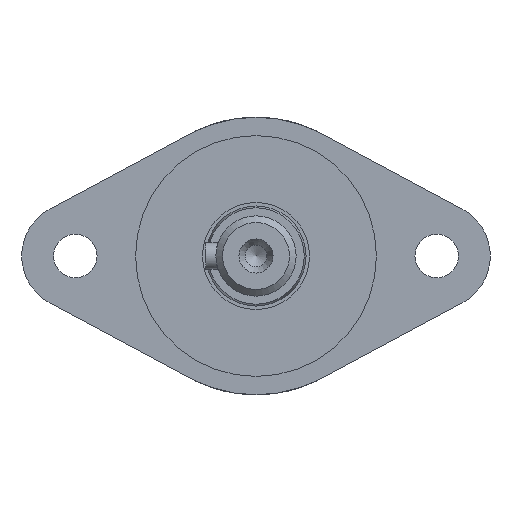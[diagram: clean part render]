
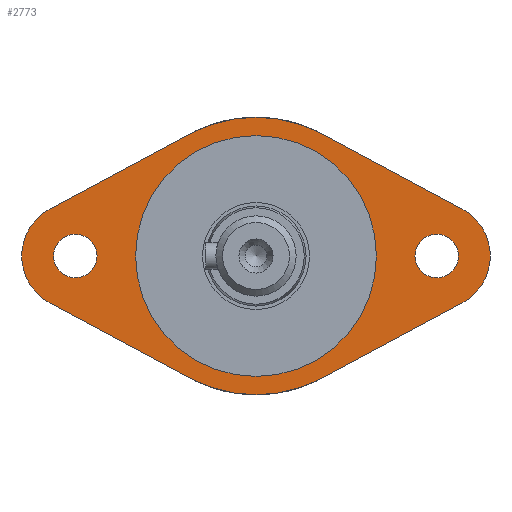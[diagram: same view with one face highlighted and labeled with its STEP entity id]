
A CAD part, left-side view. The second image highlights one B-rep face of the part: STEP entity #2773.
In plain terms, the highlighted planar face has unit normal (-1, 0, 0).
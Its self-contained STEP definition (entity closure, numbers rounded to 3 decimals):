
#97=LINE('',#4125,#340);
#99=LINE('',#4130,#342);
#103=LINE('',#4143,#346);
#108=LINE('',#4156,#351);
#340=VECTOR('',#3333,10.);
#342=VECTOR('',#3337,10.);
#346=VECTOR('',#3349,10.);
#351=VECTOR('',#3362,10.);
#741=FACE_BOUND('',#952,.T.);
#742=FACE_BOUND('',#953,.T.);
#743=FACE_BOUND('',#954,.T.);
#791=FACE_OUTER_BOUND('',#951,.T.);
#951=EDGE_LOOP('',(#2002,#2003,#2004,#2005,#2006,#2007,#2008,#2009));
#952=EDGE_LOOP('',(#2010));
#953=EDGE_LOOP('',(#2011));
#954=EDGE_LOOP('',(#2012,#2013));
#1121=CIRCLE('',#2971,3.25);
#1124=CIRCLE('',#2975,3.25);
#1126=CIRCLE('',#2978,8.);
#1130=CIRCLE('',#2987,8.);
#1132=CIRCLE('',#2992,18.);
#1133=CIRCLE('',#2993,18.);
#1136=CIRCLE('',#2997,20.75);
#1137=CIRCLE('',#2998,20.75);
#1246=VERTEX_POINT('',#4100);
#1249=VERTEX_POINT('',#4108);
#1252=VERTEX_POINT('',#4115);
#1253=VERTEX_POINT('',#4117);
#1255=VERTEX_POINT('',#4123);
#1257=VERTEX_POINT('',#4129);
#1261=VERTEX_POINT('',#4140);
#1262=VERTEX_POINT('',#4142);
#1264=VERTEX_POINT('',#4148);
#1266=VERTEX_POINT('',#4154);
#1267=VERTEX_POINT('',#4160);
#1268=VERTEX_POINT('',#4161);
#1519=EDGE_CURVE('',#1246,#1246,#1121,.T.);
#1523=EDGE_CURVE('',#1249,#1249,#1124,.T.);
#1526=EDGE_CURVE('',#1252,#1253,#1126,.T.);
#1530=EDGE_CURVE('',#1255,#1252,#97,.T.);
#1532=EDGE_CURVE('',#1253,#1257,#99,.T.);
#1538=EDGE_CURVE('',#1262,#1261,#103,.T.);
#1542=EDGE_CURVE('',#1261,#1264,#1130,.T.);
#1545=EDGE_CURVE('',#1264,#1266,#108,.T.);
#1547=EDGE_CURVE('',#1267,#1268,#1132,.T.);
#1548=EDGE_CURVE('',#1268,#1267,#1133,.T.);
#1552=EDGE_CURVE('',#1257,#1266,#1136,.T.);
#1553=EDGE_CURVE('',#1262,#1255,#1137,.T.);
#2002=ORIENTED_EDGE('',*,*,#1552,.F.);
#2003=ORIENTED_EDGE('',*,*,#1532,.F.);
#2004=ORIENTED_EDGE('',*,*,#1526,.F.);
#2005=ORIENTED_EDGE('',*,*,#1530,.F.);
#2006=ORIENTED_EDGE('',*,*,#1553,.F.);
#2007=ORIENTED_EDGE('',*,*,#1538,.T.);
#2008=ORIENTED_EDGE('',*,*,#1542,.T.);
#2009=ORIENTED_EDGE('',*,*,#1545,.T.);
#2010=ORIENTED_EDGE('',*,*,#1519,.T.);
#2011=ORIENTED_EDGE('',*,*,#1523,.T.);
#2012=ORIENTED_EDGE('',*,*,#1547,.T.);
#2013=ORIENTED_EDGE('',*,*,#1548,.T.);
#2660=PLANE('',#2996);
#2773=ADVANCED_FACE('',(#791,#741,#742,#743),#2660,.T.);
#2971=AXIS2_PLACEMENT_3D('',#4102,#3310,#3311);
#2975=AXIS2_PLACEMENT_3D('',#4110,#3319,#3320);
#2978=AXIS2_PLACEMENT_3D('',#4118,#3326,#3327);
#2987=AXIS2_PLACEMENT_3D('',#4150,#3356,#3357);
#2992=AXIS2_PLACEMENT_3D('',#4162,#3369,#3370);
#2993=AXIS2_PLACEMENT_3D('',#4163,#3371,#3372);
#2996=AXIS2_PLACEMENT_3D('',#4169,#3378,#3379);
#2997=AXIS2_PLACEMENT_3D('',#4170,#3380,#3381);
#2998=AXIS2_PLACEMENT_3D('',#4171,#3382,#3383);
#3310=DIRECTION('center_axis',(1.,0.,0.));
#3311=DIRECTION('ref_axis',(0.,0.,
1.));
#3319=DIRECTION('center_axis',(1.,0.,0.));
#3320=DIRECTION('ref_axis',(0.,0.,
1.));
#3326=DIRECTION('center_axis',(1.,0.,0.));
#3327=DIRECTION('ref_axis',(0.,-0.472,-0.881));
#3333=DIRECTION('',(0.,0.881,0.472));
#3337=DIRECTION('',(0.,-0.881,0.472));
#3349=DIRECTION('',(0.,-0.881,0.472));
#3356=DIRECTION('center_axis',(-1.,0.,0.));
#3357=DIRECTION('ref_axis',(0.,-0.472,-0.881));
#3362=DIRECTION('',(0.,0.881,0.472));
#3369=DIRECTION('center_axis',(1.,0.,0.));
#3370=DIRECTION('ref_axis',(0.,-1.,0.));
#3371=DIRECTION('center_axis',(1.,0.,0.));
#3372=DIRECTION('ref_axis',(0.,-1.,0.));
#3378=DIRECTION('center_axis',(-1.,0.,0.));
#3379=DIRECTION('ref_axis',(0.,0.,
-1.));
#3380=DIRECTION('center_axis',(1.,0.,0.));
#3381=DIRECTION('ref_axis',(0.,-1.,0.));
#3382=DIRECTION('center_axis',(1.,0.,0.));
#3383=DIRECTION('ref_axis',(0.,-1.,0.));
#4100=CARTESIAN_POINT('',(-114.7,-27.,-3.25));
#4102=CARTESIAN_POINT('Origin',(-114.7,-27.,0.));
#4108=CARTESIAN_POINT('',(-114.7,27.,-3.25));
#4110=CARTESIAN_POINT('Origin',(-114.7,27.,0.));
#4115=CARTESIAN_POINT('',(-114.7,30.778,-7.052));
#4117=CARTESIAN_POINT('',(-114.7,30.778,7.052));
#4118=CARTESIAN_POINT('Origin',(-114.7,27.,0.));
#4123=CARTESIAN_POINT('',(-114.7,9.799,-18.291));
#4125=CARTESIAN_POINT('',(-114.7,9.799,-18.291));
#4129=CARTESIAN_POINT('',(-114.7,9.799,18.291));
#4130=CARTESIAN_POINT('',(-114.7,30.778,7.052));
#4140=CARTESIAN_POINT('',(-114.7,-30.778,-7.052));
#4142=CARTESIAN_POINT('',(-114.7,-9.799,-18.291));
#4143=CARTESIAN_POINT('',(-114.7,-9.799,-18.291));
#4148=CARTESIAN_POINT('',(-114.7,-30.778,7.052));
#4150=CARTESIAN_POINT('Origin',(-114.7,-27.,0.));
#4154=CARTESIAN_POINT('',(-114.7,-9.799,18.291));
#4156=CARTESIAN_POINT('',(-114.7,-30.778,7.052));
#4160=CARTESIAN_POINT('',(-114.7,-18.,0.));
#4161=CARTESIAN_POINT('',(-114.7,18.,0.));
#4162=CARTESIAN_POINT('Origin',(-114.7,0.,
0.));
#4163=CARTESIAN_POINT('Origin',(-114.7,0.,
0.));
#4169=CARTESIAN_POINT('Origin',(-114.7,-19.375,0.));
#4170=CARTESIAN_POINT('Origin',(-114.7,0.,
0.));
#4171=CARTESIAN_POINT('Origin',(-114.7,0.,
0.));
